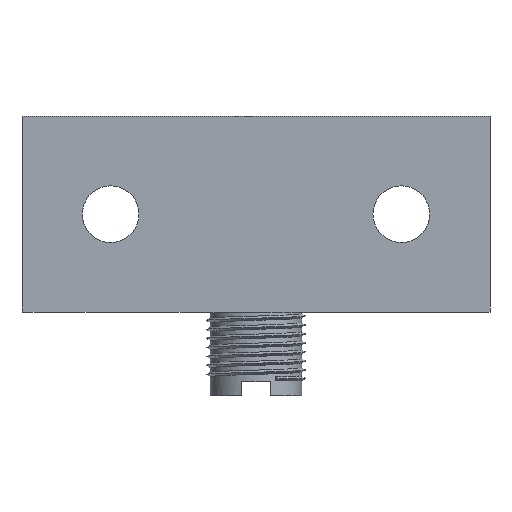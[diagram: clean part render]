
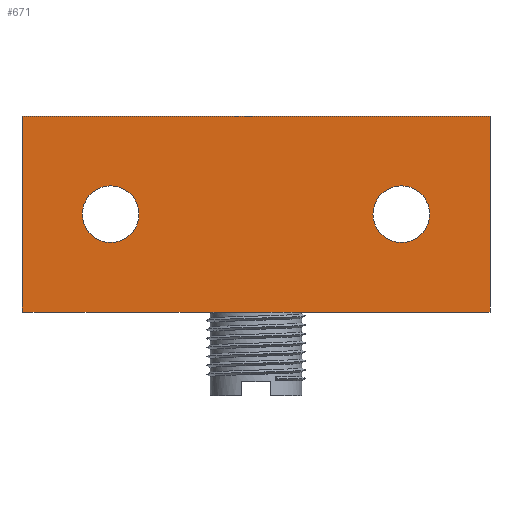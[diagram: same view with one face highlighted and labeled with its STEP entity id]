
A CAD part, front view. The second image highlights one B-rep face of the part: STEP entity #671.
In plain terms, the highlighted planar face has unit normal (0, -1, 0).
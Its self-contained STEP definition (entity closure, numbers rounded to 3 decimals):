
#73=FACE_BOUND('',#155,.T.);
#74=FACE_BOUND('',#156,.T.);
#87=PLANE('',#795);
#112=FACE_OUTER_BOUND('',#154,.T.);
#154=EDGE_LOOP('',(#505,#506,#507,#508));
#155=EDGE_LOOP('',(#509));
#156=EDGE_LOOP('',(#510));
#198=LINE('',#1094,#239);
#199=LINE('',#1096,#240);
#200=LINE('',#1098,#241);
#201=LINE('',#1099,#242);
#239=VECTOR('',#917,10.);
#240=VECTOR('',#918,10.);
#241=VECTOR('',#919,10.);
#242=VECTOR('',#920,10.);
#277=CIRCLE('',#781,2.);
#281=CIRCLE('',#786,2.);
#306=VERTEX_POINT('',#1058);
#310=VERTEX_POINT('',#1068);
#315=VERTEX_POINT('',#1092);
#316=VERTEX_POINT('',#1093);
#317=VERTEX_POINT('',#1095);
#318=VERTEX_POINT('',#1097);
#371=EDGE_CURVE('',#306,#306,#277,.T.);
#376=EDGE_CURVE('',#310,#310,#281,.T.);
#388=EDGE_CURVE('',#315,#316,#198,.T.);
#389=EDGE_CURVE('',#316,#317,#199,.T.);
#390=EDGE_CURVE('',#318,#317,#200,.T.);
#391=EDGE_CURVE('',#315,#318,#201,.T.);
#505=ORIENTED_EDGE('',*,*,#388,.T.);
#506=ORIENTED_EDGE('',*,*,#389,.T.);
#507=ORIENTED_EDGE('',*,*,#390,.F.);
#508=ORIENTED_EDGE('',*,*,#391,.F.);
#509=ORIENTED_EDGE('',*,*,#371,.T.);
#510=ORIENTED_EDGE('',*,*,#376,.T.);
#671=ADVANCED_FACE('',(#112,#73,#74),#87,.T.);
#781=AXIS2_PLACEMENT_3D('',#1060,#878,#879);
#786=AXIS2_PLACEMENT_3D('',#1070,#889,#890);
#795=AXIS2_PLACEMENT_3D('',#1091,#915,#916);
#878=DIRECTION('center_axis',(0.,1.,0.));
#879=DIRECTION('ref_axis',(1.,0.,0.));
#889=DIRECTION('center_axis',(0.,1.,0.));
#890=DIRECTION('ref_axis',(1.,0.,0.));
#915=DIRECTION('center_axis',(0.,-1.,0.));
#916=DIRECTION('ref_axis',(1.,0.,0.));
#917=DIRECTION('',(1.,0.,0.));
#918=DIRECTION('',(0.,0.,1.));
#919=DIRECTION('',(1.,0.,0.));
#920=DIRECTION('',(0.,0.,1.));
#1058=CARTESIAN_POINT('',(8.25,0.,6.9));
#1060=CARTESIAN_POINT('Origin',(10.25,0.,6.9));
#1068=CARTESIAN_POINT('',(-12.25,0.,6.9));
#1070=CARTESIAN_POINT('Origin',(-10.25,0.,6.9));
#1091=CARTESIAN_POINT('Origin',(-16.5,0.,0.));
#1092=CARTESIAN_POINT('',(-16.5,0.,0.));
#1093=CARTESIAN_POINT('',(16.5,0.,0.));
#1094=CARTESIAN_POINT('',(-16.5,0.,0.));
#1095=CARTESIAN_POINT('',(16.5,0.,13.8));
#1096=CARTESIAN_POINT('',(16.5,0.,0.));
#1097=CARTESIAN_POINT('',(-16.5,0.,13.8));
#1098=CARTESIAN_POINT('',(-16.5,0.,13.8));
#1099=CARTESIAN_POINT('',(-16.5,0.,0.));
